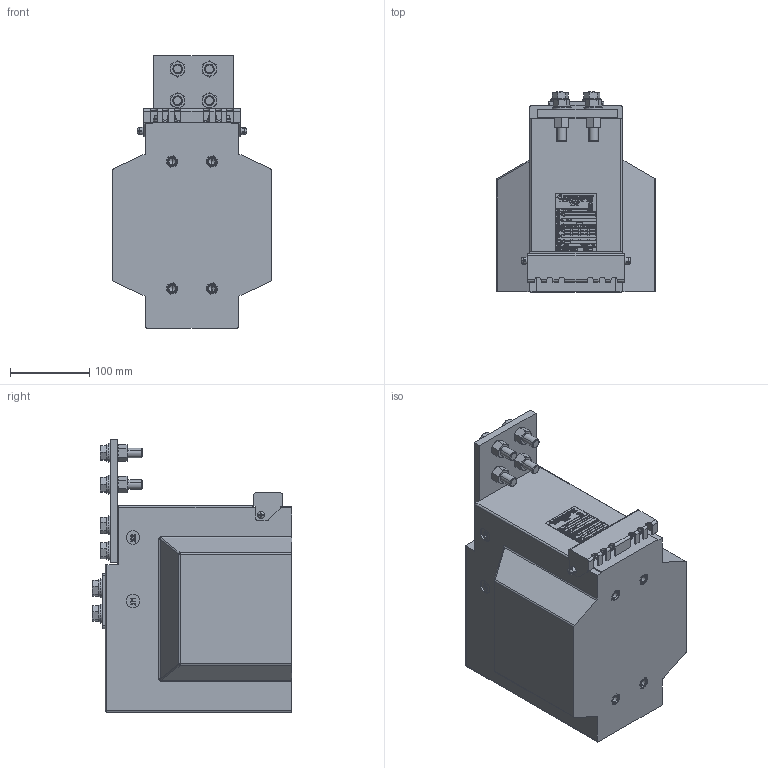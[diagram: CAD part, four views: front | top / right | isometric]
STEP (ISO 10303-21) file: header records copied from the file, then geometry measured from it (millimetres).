
FILE_DESCRIPTION (( 'STEP AP214' ), '1' );
FILE_NAME ('ﾒﾋﾊ-ﾑﾒ-10-ﾒﾋﾌ1 (2000ﾀ).STEP', '2023-05-31T07:52:55', ( '' ), ( '' ), 'SwSTEP 2.0', 'SolidWorks 2014', '' );
FILE_SCHEMA (( 'AUTOMOTIVE_DESIGN' ));
Length unit declared in the file: millimetre
Products named in the file (94): hex screw gradec_din; 屡扔.758472.007 绵殛郷-01; 屡扔.758181.002 妈眚 镫铎徼痤忸黜; Êîðïóñ ÒËÌ-10-1 5-600À; curved spring lock washer_din; 屡扔.757465.005 袜觐礤黜桕_-04; ﾒﾋﾊ-ﾑﾒ-10-ﾒﾋﾌ1 (2000ﾀ); Êîðïóñ ÒËÌ-10-1 5-600À_2000€; ÂÅÈÓ.735314.006-01 Êðûøêà çàùèòíàÿ; ÂÅÈÓ.754312.182À Òàáëè÷êà òåõíè÷åñêèõ äàííûõ ÒËÊ-ÑÒ__-00; plain washer hardened grade a_din; 屡扔.757465.014 袜觐礤黜桕; hex nut gradec_din; ÂÅÈÓ.758472.007 Ãàéêà; ÂÅÈÓ.754312.182À Òàáëè÷êà òåõíè÷åñêèõ äàííûõ ÒËÊ-ÑÒ_; ÂÅÈÓ.757465.007À Íàêîíå÷íèê_-00; hex nut gradec_din_Hexagon Nut ISO 4034 - M12 - N; hex screw gradec_din_ISO 4018 - M12 x 45-NN; plain washer hardened grade a_din_Washer DIN 125 - A 13 - 300HV; ÂÅÈÓ.757465.007À Íàêîíå÷íèê; curved spring lock washer_din_Spring washer DIN 128 - A12; hex screw gradec_din_ISO 4018 - M12 x 25-NN; ÂÅÈÓ.758472.005 Ãàéêà ñïåöèàëüíàÿ Ì10; plain washer hardened grade a_din_Washer DIN 125 - A 6.4 - 300HV; curved spring lock washer_din_Spring washer DIN 128 - A6; hex screw gradec_din_ISO 4018 - M6 x 12-NN; 屡扔.757465.005 袜觐礤黜桕
Assembly tree (76 placements, depth 2):
  hex screw gradec_din
  屡扔.758181.002 妈眚 镫铎徼痤忸黜
  Êîðïóñ ÒËÌ-10-1 5-600À
  hex screw gradec_din
  curved spring lock washer_din
Bounding box: 200 x 251.55 x 343.31 mm (x, y, z)
Volume: 9598649.5 mm3; surface area: 480217.6 mm2
Topology: 76 solids, 76 shells, 4422 faces, 11216 edges, 7263 vertices
Faces by surface type: plane 2472, bspline 958, cylinder 473, cone 458, torus 56, sphere 5
Entity records: 188664 total; most frequent: CARTESIAN_POINT 76904, ORIENTED_EDGE 18492, DIRECTION 13100, EDGE_CURVE 9246, LINE 6566, VECTOR 6566, VERTEX_POINT 6101, EDGE_LOOP 3903
